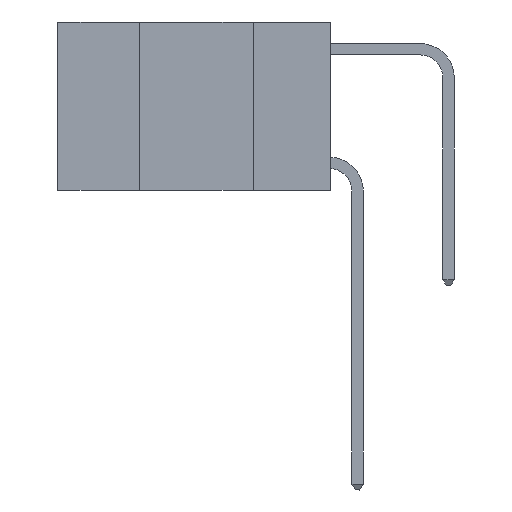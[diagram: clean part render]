
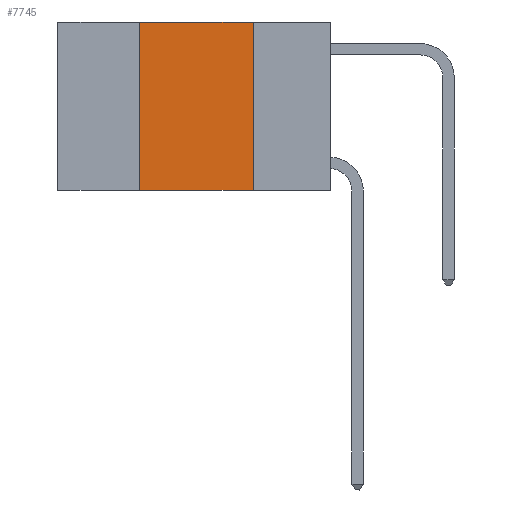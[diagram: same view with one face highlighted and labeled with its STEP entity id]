
A CAD part, left-side view. The second image highlights one B-rep face of the part: STEP entity #7745.
In plain terms, the highlighted planar face has unit normal (-1, 0, 0).
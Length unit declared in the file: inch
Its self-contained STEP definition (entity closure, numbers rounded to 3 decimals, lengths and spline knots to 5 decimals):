
#35 = LINE ( 'NONE', #11489, #4915 ) ;
#57 = CARTESIAN_POINT ( 'NONE',  ( 0., 0.42, -0.37 ) ) ;
#175 = DIRECTION ( 'NONE',  ( 0., 0., 1. ) ) ;
#846 = AXIS2_PLACEMENT_3D ( 'NONE', #12256, #3674, #7071 ) ;
#1002 = EDGE_CURVE ( 'NONE', #10783, #11121, #5252, .T. ) ;
#1032 = CARTESIAN_POINT ( 'NONE',  ( 0., 0.42, 0. ) ) ;
#1839 = DIRECTION ( 'NONE',  ( 0., -1., 0. ) ) ;
#2054 = LINE ( 'NONE', #4931, #10325 ) ;
#2056 = CARTESIAN_POINT ( 'NONE',  ( 0., 0.17, 0. ) ) ;
#3489 = EDGE_CURVE ( 'NONE', #11926, #10783, #2054, .T. ) ;
#3674 = DIRECTION ( 'NONE',  ( 1., 0., 0. ) ) ;
#3744 = ORIENTED_EDGE ( 'NONE', *, *, #4380, .F. ) ;
#3749 = DIRECTION ( 'NONE',  ( 0., -1., 0. ) ) ;
#3884 = VECTOR ( 'NONE', #8540, 39.37008 ) ;
#4380 = EDGE_CURVE ( 'NONE', #11071, #11926, #9759, .T. ) ;
#4453 = CARTESIAN_POINT ( 'NONE',  ( 0., 0.42, 0. ) ) ;
#4915 = VECTOR ( 'NONE', #3749, 39.37008 ) ;
#4931 = CARTESIAN_POINT ( 'NONE',  ( 0., 0.6, 0. ) ) ;
#4974 = CARTESIAN_POINT ( 'NONE',  ( 0., 0.17, -0.37 ) ) ;
#5252 = LINE ( 'NONE', #6389, #3884 ) ;
#6389 = CARTESIAN_POINT ( 'NONE',  ( 0., 0.17, 0. ) ) ;
#7071 = DIRECTION ( 'NONE',  ( 0., 0., -1. ) ) ;
#7678 = ORIENTED_EDGE ( 'NONE', *, *, #1002, .F. ) ;
#7745 = ADVANCED_FACE ( 'NONE', ( #12914 ), #9147, .F. ) ;
#8540 = DIRECTION ( 'NONE',  ( 0., 0., -1. ) ) ;
#8780 = EDGE_LOOP ( 'NONE', ( #7678, #10401, #3744, #13686 ) ) ;
#9147 = PLANE ( 'NONE',  #846 ) ;
#9759 = LINE ( 'NONE', #1032, #10100 ) ;
#10100 = VECTOR ( 'NONE', #175, 39.37008 ) ;
#10325 = VECTOR ( 'NONE', #1839, 39.37008 ) ;
#10401 = ORIENTED_EDGE ( 'NONE', *, *, #3489, .F. ) ;
#10783 = VERTEX_POINT ( 'NONE', #2056 ) ;
#11071 = VERTEX_POINT ( 'NONE', #57 ) ;
#11121 = VERTEX_POINT ( 'NONE', #4974 ) ;
#11275 = EDGE_CURVE ( 'NONE', #11071, #11121, #35, .T. ) ;
#11489 = CARTESIAN_POINT ( 'NONE',  ( 0., 0.6, -0.37 ) ) ;
#11926 = VERTEX_POINT ( 'NONE', #4453 ) ;
#12256 = CARTESIAN_POINT ( 'NONE',  ( 0., 0.6, 0. ) ) ;
#12914 = FACE_OUTER_BOUND ( 'NONE', #8780, .T. ) ;
#13686 = ORIENTED_EDGE ( 'NONE', *, *, #11275, .T. ) ;
